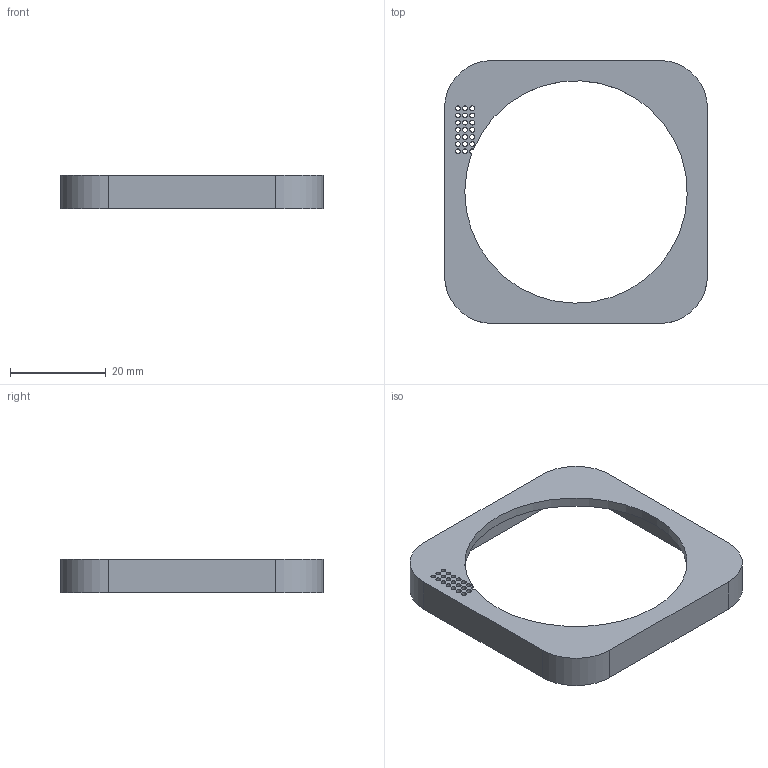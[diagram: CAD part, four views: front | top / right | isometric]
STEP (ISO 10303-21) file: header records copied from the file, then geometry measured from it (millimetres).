
FILE_DESCRIPTION(/* description */ ('STEP AP242','CAx-IF Rec.Pracs.---Representation and Presentation of Product Manufacturing Information (PMI)---4.0---2014-10-13','CAx-IF Rec.Pracs.---3D Tessellated Geometry---0.4---2014-09-14','2;1'),/* implementation_level */ '2;1');
FILE_NAME(/* name */ '6857191d7e05af4517c6265b',/* time_stamp */ '2025-06-21T20:42:06Z',/* author */ (''),/* organization */ (''),/* preprocessor_version */ 'ST-DEVELOPER v20',/* originating_system */ 'ONSHAPE BY PTC INC, 1.199',/* authorisation */ ' ');
FILE_SCHEMA (('AP242_MANAGED_MODEL_BASED_3D_ENGINEERING_MIM_LF { 1 0 10303 442 1 1 4 }'));
Length unit declared in the file: metre
Products named in the file (1): Case
Bounding box: 55 x 55 x 7 mm (x, y, z)
Volume: 4415 mm3; surface area: 5239.9 mm2
Topology: 1 solids, 1 shells, 41 faces, 114 edges, 76 vertices
Faces by surface type: cylinder 30, plane 11
Full cylindrical faces by diameter (mm): 1 x20
Entity records: 1354 total; most frequent: DIRECTION 238, CARTESIAN_POINT 212, ORIENTED_EDGE 188, EDGE_LOOP 104, FACE_BOUND 104, AXIS2_PLACEMENT_3D 102, EDGE_CURVE 94, VERTEX_POINT 76
